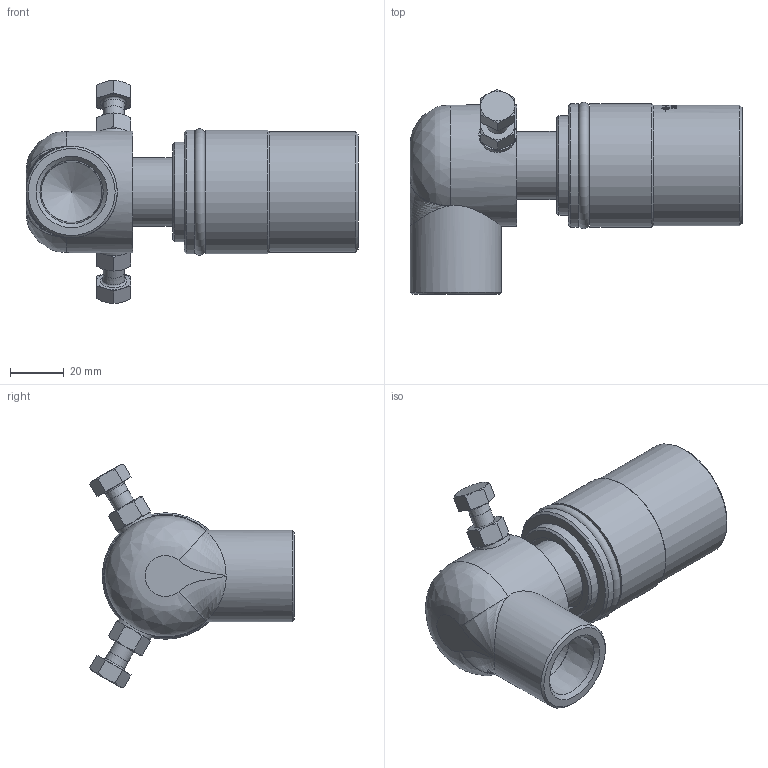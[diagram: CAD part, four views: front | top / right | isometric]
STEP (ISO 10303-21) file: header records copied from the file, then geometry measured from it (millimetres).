
FILE_DESCRIPTION(/* description */ (''),/* implementation_level */ '2;1');
FILE_NAME(/* name */ '2420-003-125-IC.stp',/* time_stamp */ '2020-05-21T09:58:35-05:00',/* author */ ('GALINDOLM'),/* organization */ (''),/* preprocessor_version */ 'ST-DEVELOPER v18',/* originating_system */ 'Autodesk Inventor 2020',/* authorisation */ '');
FILE_SCHEMA (('AUTOMOTIVE_DESIGN { 1 0 10303 214 3 1 1 }'));
Products named in the file (1): 2420-003-125-IC
Bounding box: 123.7 x 76.22 x 83.09 mm (x, y, z)
Volume: 167745.9 mm3; surface area: 35959.1 mm2
Topology: 2 solids, 2 shells, 462 faces, 1177 edges, 770 vertices
Faces by surface type: bspline 189, plane 156, cylinder 64, cone 49, torus 4
Full cylindrical faces by diameter (mm): 1.93 x2, 7.938 x2, 14 x2, 15.5 x1, 16.8 x1, 17.45 x1, 21.98 x1, 22.631 x1, 25.36 x1, 29.2 x1, 34 x1, 37 x1, 39 x1, 39.8 x2, 40.5 x1, 44.8 x1, 45.2 x1, 46 x2
Entity records: 57592 total; most frequent: CARTESIAN_POINT 47174, ORIENTED_EDGE 2350, DIRECTION 1716, EDGE_CURVE 1175, VERTEX_POINT 770, AXIS2_PLACEMENT_3D 649, EDGE_LOOP 517, FACE_OUTER_BOUND 462
